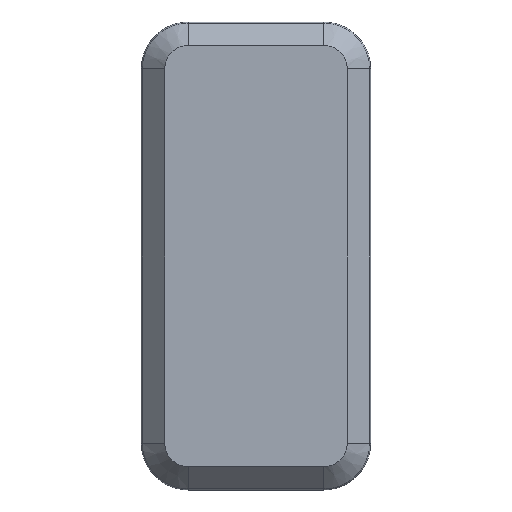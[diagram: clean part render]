
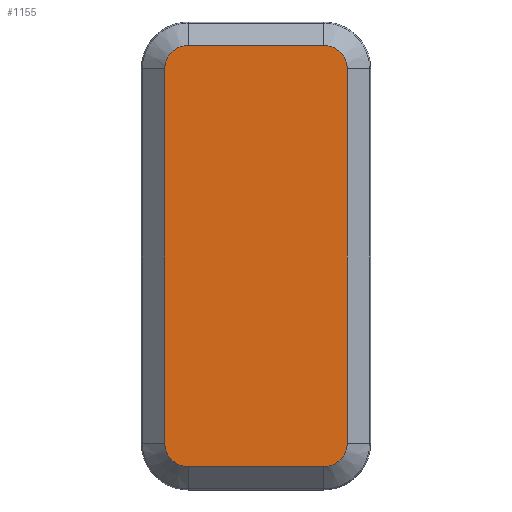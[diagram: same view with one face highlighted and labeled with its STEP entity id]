
A CAD part, front view. The second image highlights one B-rep face of the part: STEP entity #1155.
In plain terms, the highlighted planar face has unit normal (0, -1, 0).
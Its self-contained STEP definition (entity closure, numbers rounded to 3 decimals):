
#19 = AXIS2_PLACEMENT_3D ( 'NONE', #640, #667, #64 ) ;
#24 = LINE ( 'NONE', #1045, #743 ) ;
#34 = CARTESIAN_POINT ( 'NONE',  ( 19.5, -30., 46.5 ) ) ;
#64 = DIRECTION ( 'NONE',  ( 0., 0., -1. ) ) ;
#73 = VERTEX_POINT ( 'NONE', #1081 ) ;
#87 = CARTESIAN_POINT ( 'NONE',  ( -14.5, -30., -38.5 ) ) ;
#91 = VERTEX_POINT ( 'NONE', #512 ) ;
#100 = LINE ( 'NONE', #895, #914 ) ;
#130 = VERTEX_POINT ( 'NONE', #748 ) ;
#181 = FACE_OUTER_BOUND ( 'NONE', #1115, .T. ) ;
#193 = CIRCLE ( 'NONE', #19, 5. ) ;
#213 = AXIS2_PLACEMENT_3D ( 'NONE', #221, #681, #1494 ) ;
#221 = CARTESIAN_POINT ( 'NONE',  ( 14.5, -30., -33.5 ) ) ;
#242 = CIRCLE ( 'NONE', #1116, 5. ) ;
#246 = CARTESIAN_POINT ( 'NONE',  ( -14.5, -30., 51.5 ) ) ;
#256 = DIRECTION ( 'NONE',  ( 1., 0., 0. ) ) ;
#384 = EDGE_CURVE ( 'NONE', #887, #73, #24, .T. ) ;
#395 = LINE ( 'NONE', #503, #1407 ) ;
#407 = DIRECTION ( 'NONE',  ( 0., 0., -1. ) ) ;
#454 = ORIENTED_EDGE ( 'NONE', *, *, #1107, .T. ) ;
#503 = CARTESIAN_POINT ( 'NONE',  ( -14.5, -30., 51.5 ) ) ;
#506 = AXIS2_PLACEMENT_3D ( 'NONE', #1129, #662, #642 ) ;
#507 = ORIENTED_EDGE ( 'NONE', *, *, #993, .T. ) ;
#512 = CARTESIAN_POINT ( 'NONE',  ( 14.5, -30., 51.5 ) ) ;
#533 = CARTESIAN_POINT ( 'NONE',  ( 14.5, -30., 46.5 ) ) ;
#589 = EDGE_CURVE ( 'NONE', #763, #1280, #100, .T. ) ;
#610 = EDGE_CURVE ( 'NONE', #1280, #887, #1184, .T. ) ;
#640 = CARTESIAN_POINT ( 'NONE',  ( -14.5, -30., 46.5 ) ) ;
#642 = DIRECTION ( 'NONE',  ( 0., 0., -1. ) ) ;
#662 = DIRECTION ( 'NONE',  ( 0., -1., 0. ) ) ;
#667 = DIRECTION ( 'NONE',  ( 0., -1., 0. ) ) ;
#668 = PLANE ( 'NONE',  #506 ) ;
#681 = DIRECTION ( 'NONE',  ( 0., -1., 0. ) ) ;
#686 = CARTESIAN_POINT ( 'NONE',  ( -19.5, -30., -33.5 ) ) ;
#706 = DIRECTION ( 'NONE',  ( 0., 0., -1. ) ) ;
#707 = VERTEX_POINT ( 'NONE', #246 ) ;
#743 = VECTOR ( 'NONE', #256, 1000. ) ;
#748 = CARTESIAN_POINT ( 'NONE',  ( 19.5, -30., -33.5 ) ) ;
#763 = VERTEX_POINT ( 'NONE', #1320 ) ;
#773 = CARTESIAN_POINT ( 'NONE',  ( 19.5, -30., 46.5 ) ) ;
#779 = ORIENTED_EDGE ( 'NONE', *, *, #384, .T. ) ;
#784 = VERTEX_POINT ( 'NONE', #34 ) ;
#805 = DIRECTION ( 'NONE',  ( 0., -1., 0. ) ) ;
#826 = ORIENTED_EDGE ( 'NONE', *, *, #1493, .T. ) ;
#839 = ORIENTED_EDGE ( 'NONE', *, *, #1490, .T. ) ;
#856 = DIRECTION ( 'NONE',  ( -1., 0., 0. ) ) ;
#887 = VERTEX_POINT ( 'NONE', #87 ) ;
#895 = CARTESIAN_POINT ( 'NONE',  ( -19.5, -30., -33.5 ) ) ;
#899 = DIRECTION ( 'NONE',  ( 0., 0., 1. ) ) ;
#914 = VECTOR ( 'NONE', #706, 1000. ) ;
#923 = CARTESIAN_POINT ( 'NONE',  ( -14.5, -30., -33.5 ) ) ;
#937 = EDGE_CURVE ( 'NONE', #73, #130, #1008, .T. ) ;
#987 = DIRECTION ( 'NONE',  ( 0., -1., 0. ) ) ;
#993 = EDGE_CURVE ( 'NONE', #91, #707, #395, .T. ) ;
#1008 = CIRCLE ( 'NONE', #213, 5. ) ;
#1045 = CARTESIAN_POINT ( 'NONE',  ( 14.5, -30., -38.5 ) ) ;
#1081 = CARTESIAN_POINT ( 'NONE',  ( 14.5, -30., -38.5 ) ) ;
#1107 = EDGE_CURVE ( 'NONE', #130, #784, #1348, .T. ) ;
#1115 = EDGE_LOOP ( 'NONE', ( #507, #839, #1399, #1346, #779, #1158, #454, #826 ) ) ;
#1116 = AXIS2_PLACEMENT_3D ( 'NONE', #533, #987, #407 ) ;
#1129 = CARTESIAN_POINT ( 'NONE',  ( 14.5, -30., -33.5 ) ) ;
#1155 = ADVANCED_FACE ( 'NONE', ( #181 ), #668, .T. ) ;
#1158 = ORIENTED_EDGE ( 'NONE', *, *, #937, .T. ) ;
#1184 = CIRCLE ( 'NONE', #1505, 5. ) ;
#1279 = DIRECTION ( 'NONE',  ( 0., 0., -1. ) ) ;
#1280 = VERTEX_POINT ( 'NONE', #686 ) ;
#1320 = CARTESIAN_POINT ( 'NONE',  ( -19.5, -30., 46.5 ) ) ;
#1346 = ORIENTED_EDGE ( 'NONE', *, *, #610, .T. ) ;
#1348 = LINE ( 'NONE', #773, #1481 ) ;
#1399 = ORIENTED_EDGE ( 'NONE', *, *, #589, .T. ) ;
#1407 = VECTOR ( 'NONE', #856, 1000. ) ;
#1481 = VECTOR ( 'NONE', #899, 1000. ) ;
#1490 = EDGE_CURVE ( 'NONE', #707, #763, #193, .T. ) ;
#1493 = EDGE_CURVE ( 'NONE', #784, #91, #242, .T. ) ;
#1494 = DIRECTION ( 'NONE',  ( 0., 0., -1. ) ) ;
#1505 = AXIS2_PLACEMENT_3D ( 'NONE', #923, #805, #1279 ) ;
